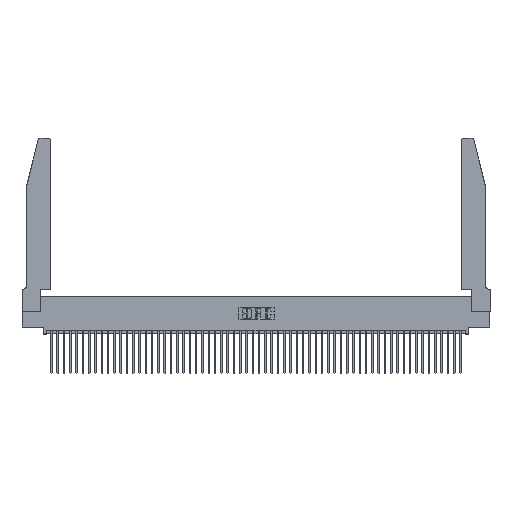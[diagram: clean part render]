
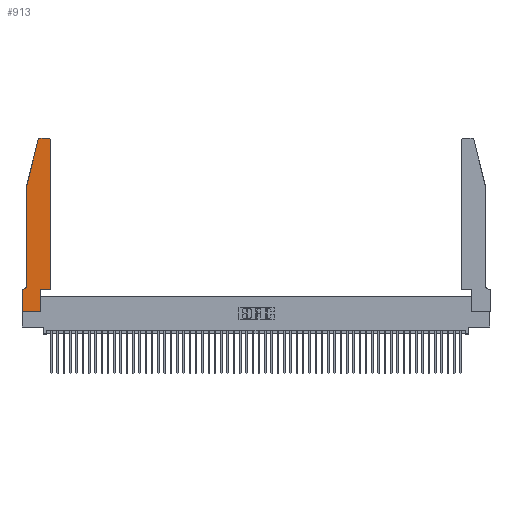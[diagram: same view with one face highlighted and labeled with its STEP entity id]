
A CAD part, top view. The second image highlights one B-rep face of the part: STEP entity #913.
In plain terms, the highlighted planar face has unit normal (0, 0, 1).
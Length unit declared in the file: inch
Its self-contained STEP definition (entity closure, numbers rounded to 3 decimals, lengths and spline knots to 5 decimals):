
#61 = DIRECTION ( 'NONE',  ( -1., 0., 0. ) ) ;
#705 = CARTESIAN_POINT ( 'NONE',  ( 0., 0., 0.37 ) ) ;
#913 = ADVANCED_FACE ( 'NONE', ( #27298 ), #37436, .T. ) ;
#1110 = DIRECTION ( 'NONE',  ( 0., 0., 1. ) ) ;
#2376 = VERTEX_POINT ( 'NONE', #25959 ) ;
#2398 = VERTEX_POINT ( 'NONE', #13686 ) ;
#2511 = EDGE_LOOP ( 'NONE', ( #12844, #26741, #38805, #12249, #44720, #19109, #12440, #22443, #16283, #33849, #7986, #40020 ) ) ;
#3334 = CARTESIAN_POINT ( 'NONE',  ( 0.2865, 0.35, 0.37 ) ) ;
#3923 = CARTESIAN_POINT ( 'NONE',  ( 0.0755, 2., 0.37 ) ) ;
#5103 = VERTEX_POINT ( 'NONE', #6976 ) ;
#5289 = DIRECTION ( 'NONE',  ( 1., 0., 0. ) ) ;
#5466 = VECTOR ( 'NONE', #24409, 39.37008 ) ;
#5955 = DIRECTION ( 'NONE',  ( -1., 0., 0. ) ) ;
#6009 = CARTESIAN_POINT ( 'NONE',  ( 0.284, 2.72, 0.37 ) ) ;
#6487 = VERTEX_POINT ( 'NONE', #44138 ) ;
#6976 = CARTESIAN_POINT ( 'NONE',  ( 0., 0.35, 0.37 ) ) ;
#7912 = VECTOR ( 'NONE', #10684, 39.37008 ) ;
#7986 = ORIENTED_EDGE ( 'NONE', *, *, #20018, .T. ) ;
#8552 = LINE ( 'NONE', #705, #24042 ) ;
#10684 = DIRECTION ( 'NONE',  ( 0., -1., 0. ) ) ;
#10819 = CARTESIAN_POINT ( 'NONE',  ( 0.0755, 2., 0.37 ) ) ;
#11185 = EDGE_CURVE ( 'NONE', #2376, #27493, #13848, .T. ) ;
#11208 = VECTOR ( 'NONE', #49327, 39.37008 ) ;
#11283 = CARTESIAN_POINT ( 'NONE',  ( 0.4505, 0.35, 0.37 ) ) ;
#11564 = AXIS2_PLACEMENT_3D ( 'NONE', #6009, #1110, #5289 ) ;
#11913 = EDGE_CURVE ( 'NONE', #31601, #17431, #18924, .T. ) ;
#11959 = LINE ( 'NONE', #45157, #5466 ) ;
#12230 = EDGE_CURVE ( 'NONE', #5103, #19395, #8552, .T. ) ;
#12249 = ORIENTED_EDGE ( 'NONE', *, *, #11913, .T. ) ;
#12440 = ORIENTED_EDGE ( 'NONE', *, *, #12230, .T. ) ;
#12844 = ORIENTED_EDGE ( 'NONE', *, *, #49281, .T. ) ;
#13686 = CARTESIAN_POINT ( 'NONE',  ( 0.4205, 2.75, 0.37 ) ) ;
#13848 = CIRCLE ( 'NONE', #11564, 0.03 ) ;
#14808 = DIRECTION ( 'NONE',  ( -0.239, -0.971, 0. ) ) ;
#15159 = VECTOR ( 'NONE', #14808, 39.37008 ) ;
#15688 = CARTESIAN_POINT ( 'NONE',  ( 0., 0., 0.37 ) ) ;
#15731 = DIRECTION ( 'NONE',  ( -1., 0., 0. ) ) ;
#16252 = VECTOR ( 'NONE', #15731, 39.37008 ) ;
#16283 = ORIENTED_EDGE ( 'NONE', *, *, #51749, .T. ) ;
#16964 = LINE ( 'NONE', #38781, #42139 ) ;
#17431 = VERTEX_POINT ( 'NONE', #44734 ) ;
#17497 = VECTOR ( 'NONE', #46818, 39.37008 ) ;
#17553 = LINE ( 'NONE', #50439, #17497 ) ;
#18626 = DIRECTION ( 'NONE',  ( 1., 0., 0. ) ) ;
#18924 = LINE ( 'NONE', #38323, #7912 ) ;
#19109 = ORIENTED_EDGE ( 'NONE', *, *, #36582, .T. ) ;
#19395 = VERTEX_POINT ( 'NONE', #15688 ) ;
#20018 = EDGE_CURVE ( 'NONE', #6487, #47430, #52200, .T. ) ;
#22009 = DIRECTION ( 'NONE',  ( 1., 0., 0. ) ) ;
#22254 = VERTEX_POINT ( 'NONE', #48889 ) ;
#22443 = ORIENTED_EDGE ( 'NONE', *, *, #48460, .T. ) ;
#22451 = EDGE_CURVE ( 'NONE', #47430, #2398, #25453, .T. ) ;
#24042 = VECTOR ( 'NONE', #24560, 39.37008 ) ;
#24409 = DIRECTION ( 'NONE',  ( 1., 0., 0. ) ) ;
#24560 = DIRECTION ( 'NONE',  ( 0., -1., 0. ) ) ;
#25453 = CIRCLE ( 'NONE', #41538, 0.03 ) ;
#25800 = CARTESIAN_POINT ( 'NONE',  ( 0.4205, 2.72, 0.37 ) ) ;
#25959 = CARTESIAN_POINT ( 'NONE',  ( 0.284, 2.75, 0.37 ) ) ;
#26741 = ORIENTED_EDGE ( 'NONE', *, *, #11185, .T. ) ;
#27243 = LINE ( 'NONE', #36133, #16252 ) ;
#27298 = FACE_OUTER_BOUND ( 'NONE', #2511, .T. ) ;
#27399 = CARTESIAN_POINT ( 'NONE',  ( 0.2865, 0., 0.37 ) ) ;
#27493 = VERTEX_POINT ( 'NONE', #45107 ) ;
#28704 = EDGE_CURVE ( 'NONE', #41343, #6487, #11959, .T. ) ;
#29898 = AXIS2_PLACEMENT_3D ( 'NONE', #34694, #41315, #18626 ) ;
#30245 = VECTOR ( 'NONE', #49149, 39.37008 ) ;
#30912 = CIRCLE ( 'NONE', #42795, 0.07 ) ;
#30999 = CARTESIAN_POINT ( 'NONE',  ( 0.4505, 2.72, 0.37 ) ) ;
#31601 = VERTEX_POINT ( 'NONE', #3923 ) ;
#31932 = VERTEX_POINT ( 'NONE', #27399 ) ;
#33849 = ORIENTED_EDGE ( 'NONE', *, *, #28704, .T. ) ;
#34085 = EDGE_CURVE ( 'NONE', #27493, #31601, #49985, .T. ) ;
#34694 = CARTESIAN_POINT ( 'NONE',  ( 0., 0.35, 0.37 ) ) ;
#36133 = CARTESIAN_POINT ( 'NONE',  ( 0.0755, 0.35, 0.37 ) ) ;
#36582 = EDGE_CURVE ( 'NONE', #22254, #5103, #27243, .T. ) ;
#36917 = CARTESIAN_POINT ( 'NONE',  ( 0., 0., 0.37 ) ) ;
#37436 = PLANE ( 'NONE',  #29898 ) ;
#38323 = CARTESIAN_POINT ( 'NONE',  ( 0.0755, 2., 0.37 ) ) ;
#38781 = CARTESIAN_POINT ( 'NONE',  ( 0.2605, 2.75, 0.37 ) ) ;
#38805 = ORIENTED_EDGE ( 'NONE', *, *, #34085, .T. ) ;
#40020 = ORIENTED_EDGE ( 'NONE', *, *, #22451, .T. ) ;
#41043 = DIRECTION ( 'NONE',  ( 0., 0., -1. ) ) ;
#41315 = DIRECTION ( 'NONE',  ( 0., 0., 1. ) ) ;
#41343 = VERTEX_POINT ( 'NONE', #3334 ) ;
#41538 = AXIS2_PLACEMENT_3D ( 'NONE', #25800, #51225, #22009 ) ;
#42139 = VECTOR ( 'NONE', #5955, 39.37008 ) ;
#42795 = AXIS2_PLACEMENT_3D ( 'NONE', #44841, #41043, #61 ) ;
#42857 = LINE ( 'NONE', #36917, #11208 ) ;
#43047 = EDGE_CURVE ( 'NONE', #17431, #22254, #30912, .T. ) ;
#44138 = CARTESIAN_POINT ( 'NONE',  ( 0.4505, 0.35, 0.37 ) ) ;
#44720 = ORIENTED_EDGE ( 'NONE', *, *, #43047, .T. ) ;
#44734 = CARTESIAN_POINT ( 'NONE',  ( 0.0755, 0.42, 0.37 ) ) ;
#44841 = CARTESIAN_POINT ( 'NONE',  ( 0.0055, 0.42, 0.37 ) ) ;
#45107 = CARTESIAN_POINT ( 'NONE',  ( 0.25487, 2.72718, 0.37 ) ) ;
#45157 = CARTESIAN_POINT ( 'NONE',  ( 0.4505, 0.35, 0.37 ) ) ;
#46818 = DIRECTION ( 'NONE',  ( 0., 1., 0. ) ) ;
#47430 = VERTEX_POINT ( 'NONE', #30999 ) ;
#48460 = EDGE_CURVE ( 'NONE', #19395, #31932, #42857, .T. ) ;
#48889 = CARTESIAN_POINT ( 'NONE',  ( 0.0055, 0.35, 0.37 ) ) ;
#49149 = DIRECTION ( 'NONE',  ( 0., 1., 0. ) ) ;
#49281 = EDGE_CURVE ( 'NONE', #2398, #2376, #16964, .T. ) ;
#49327 = DIRECTION ( 'NONE',  ( 1., 0., 0. ) ) ;
#49985 = LINE ( 'NONE', #10819, #15159 ) ;
#50439 = CARTESIAN_POINT ( 'NONE',  ( 0.2865, 0.35, 0.37 ) ) ;
#51225 = DIRECTION ( 'NONE',  ( 0., 0., 1. ) ) ;
#51749 = EDGE_CURVE ( 'NONE', #31932, #41343, #17553, .T. ) ;
#52200 = LINE ( 'NONE', #11283, #30245 ) ;
